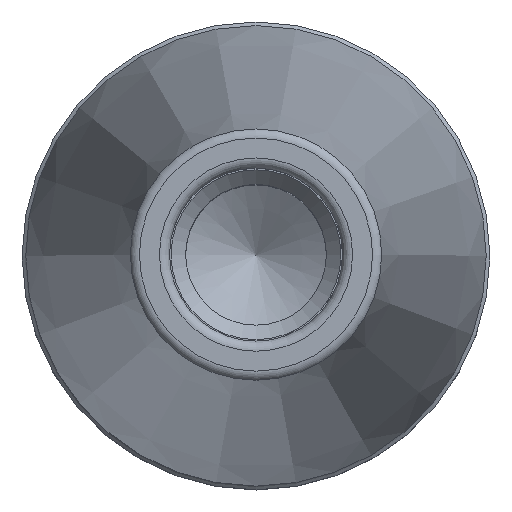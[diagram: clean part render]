
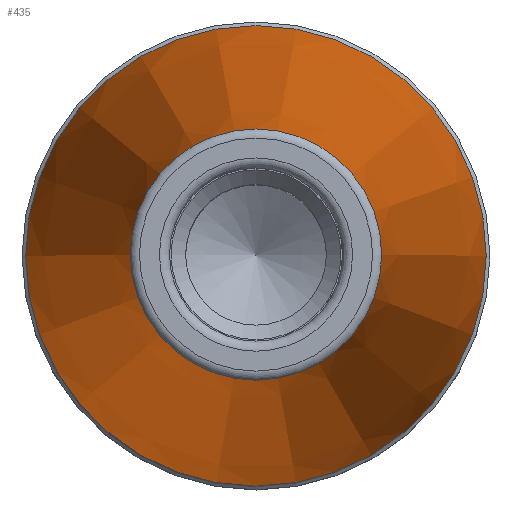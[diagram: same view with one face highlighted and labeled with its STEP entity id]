
A CAD part, top view. The second image highlights one B-rep face of the part: STEP entity #435.
In plain terms, the highlighted conical face has half-angle 8.297 degrees and reference radius 12.353 mm.
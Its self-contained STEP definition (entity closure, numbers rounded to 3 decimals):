
#53=ORIENTED_EDGE('',*,*,#92,.F.);
#54=ORIENTED_EDGE('',*,*,#86,.T.);
#86=EDGE_CURVE('',#109,#109,#134,.T.);
#92=EDGE_CURVE('',#115,#115,#140,.T.);
#109=VERTEX_POINT('',#609);
#115=VERTEX_POINT('',#628);
#134=CIRCLE('',#461,22.638);
#140=CIRCLE('',#474,12.353);
#170=EDGE_LOOP('',(#53));
#171=EDGE_LOOP('',(#54));
#216=FACE_BOUND('',#170,.T.);
#217=FACE_BOUND('',#171,.T.);
#250=CONICAL_SURFACE('',#473,12.353,0.145);
#435=ADVANCED_FACE('',(#216,#217),#250,.T.);
#461=AXIS2_PLACEMENT_3D('',#608,#515,#516);
#473=AXIS2_PLACEMENT_3D('',#626,#539,#540);
#474=AXIS2_PLACEMENT_3D('',#627,#541,#542);
#515=DIRECTION('',(0.,0.,1.));
#516=DIRECTION('',(1.,0.,0.));
#539=DIRECTION('',(0.,0.,-1.));
#540=DIRECTION('',(-1.,0.,0.));
#541=DIRECTION('',(0.,0.,1.));
#542=DIRECTION('',(1.,0.,0.));
#608=CARTESIAN_POINT('',(0.,0.,-2.832));
#609=CARTESIAN_POINT('',(22.638,0.,-2.832));
#626=CARTESIAN_POINT('',(0.,0.,67.696));
#627=CARTESIAN_POINT('',(0.,0.,67.696));
#628=CARTESIAN_POINT('',(12.353,0.,67.696));
